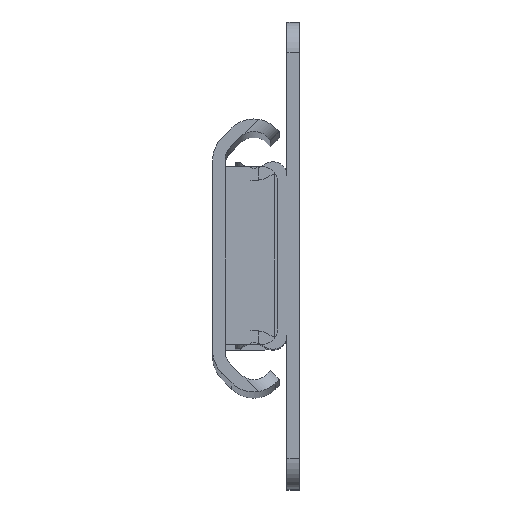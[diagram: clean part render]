
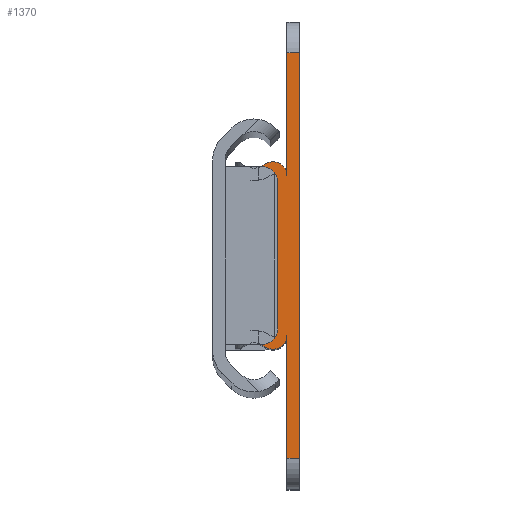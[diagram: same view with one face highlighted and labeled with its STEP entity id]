
A CAD part, top view. The second image highlights one B-rep face of the part: STEP entity #1370.
In plain terms, the highlighted planar face has unit normal (0, 0, 1).
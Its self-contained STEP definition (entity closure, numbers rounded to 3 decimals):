
#22 = VERTEX_POINT ( 'NONE', #2244 ) ;
#52 = FACE_OUTER_BOUND ( 'NONE', #389, .T. ) ;
#82 = EDGE_CURVE ( 'NONE', #22, #3851, #3772, .T. ) ;
#98 = CARTESIAN_POINT ( 'NONE',  ( -1.6, 10.32, 0. ) ) ;
#111 = DIRECTION ( 'NONE',  ( 1., 0., 0. ) ) ;
#152 = DIRECTION ( 'NONE',  ( 0., -1., 0. ) ) ;
#164 = ORIENTED_EDGE ( 'NONE', *, *, #2229, .T. ) ;
#208 = CARTESIAN_POINT ( 'NONE',  ( -1.92, 10.48, 0. ) ) ;
#259 = CIRCLE ( 'NONE', #2024, 0.2 ) ;
#313 = ORIENTED_EDGE ( 'NONE', *, *, #2679, .T. ) ;
#314 = CIRCLE ( 'NONE', #3022, 2.38 ) ;
#349 = CARTESIAN_POINT ( 'NONE',  ( -2.877, -11.763, 0. ) ) ;
#367 = ORIENTED_EDGE ( 'NONE', *, *, #82, .T. ) ;
#371 = CARTESIAN_POINT ( 'NONE',  ( -1.6, -10.32, 0. ) ) ;
#389 = EDGE_LOOP ( 'NONE', ( #164, #919, #3578, #3281, #1089, #3191, #3907, #545, #367, #2306, #1925, #313, #707, #2288, #1278, #2277 ) ) ;
#436 = CIRCLE ( 'NONE', #684, 1.8 ) ;
#483 = CARTESIAN_POINT ( 'NONE',  ( -1.8, 10.32, 0. ) ) ;
#538 = EDGE_CURVE ( 'NONE', #1893, #1921, #3458, .T. ) ;
#545 = ORIENTED_EDGE ( 'NONE', *, *, #2029, .T. ) ;
#565 = VECTOR ( 'NONE', #698, 1000. ) ;
#591 = CARTESIAN_POINT ( 'NONE',  ( -4.3, -13.67, 0. ) ) ;
#607 = CARTESIAN_POINT ( 'NONE',  ( 0., -26.2, 0. ) ) ;
#646 = LINE ( 'NONE', #3405, #565 ) ;
#667 = VERTEX_POINT ( 'NONE', #2240 ) ;
#674 = LINE ( 'NONE', #1619, #1704 ) ;
#675 = EDGE_CURVE ( 'NONE', #741, #762, #2255, .T. ) ;
#684 = AXIS2_PLACEMENT_3D ( 'NONE', #966, #1539, #3025 ) ;
#698 = DIRECTION ( 'NONE',  ( 0., -1., 0. ) ) ;
#707 = ORIENTED_EDGE ( 'NONE', *, *, #1222, .T. ) ;
#741 = VERTEX_POINT ( 'NONE', #3825 ) ;
#762 = VERTEX_POINT ( 'NONE', #2614 ) ;
#919 = ORIENTED_EDGE ( 'NONE', *, *, #968, .T. ) ;
#931 = AXIS2_PLACEMENT_3D ( 'NONE', #2438, #2978, #3648 ) ;
#950 = CIRCLE ( 'NONE', #1581, 0.2 ) ;
#958 = VERTEX_POINT ( 'NONE', #2083 ) ;
#966 = CARTESIAN_POINT ( 'NONE',  ( -1.8, 10.32, 0. ) ) ;
#968 = EDGE_CURVE ( 'NONE', #1207, #1912, #3032, .T. ) ;
#1024 = DIRECTION ( 'NONE',  ( 1., 0., 0. ) ) ;
#1035 = LINE ( 'NONE', #1406, #1383 ) ;
#1062 = EDGE_CURVE ( 'NONE', #1261, #741, #436, .T. ) ;
#1089 = ORIENTED_EDGE ( 'NONE', *, *, #3404, .T. ) ;
#1128 = VECTOR ( 'NONE', #2972, 1000. ) ;
#1167 = VERTEX_POINT ( 'NONE', #1780 ) ;
#1207 = VERTEX_POINT ( 'NONE', #607 ) ;
#1211 = CARTESIAN_POINT ( 'NONE',  ( 0., 0., 0. ) ) ;
#1215 = CARTESIAN_POINT ( 'NONE',  ( 0., 26.2, 0. ) ) ;
#1222 = EDGE_CURVE ( 'NONE', #667, #1167, #2640, .T. ) ;
#1261 = VERTEX_POINT ( 'NONE', #2699 ) ;
#1278 = ORIENTED_EDGE ( 'NONE', *, *, #1611, .T. ) ;
#1355 = VERTEX_POINT ( 'NONE', #371 ) ;
#1365 = CARTESIAN_POINT ( 'NONE',  ( 0., 0., 0. ) ) ;
#1370 = ADVANCED_FACE ( 'NONE', ( #52 ), #3413, .T. ) ;
#1373 = CARTESIAN_POINT ( 'NONE',  ( -4.3, 13.67, 0. ) ) ;
#1383 = VECTOR ( 'NONE', #152, 1000. ) ;
#1384 = VECTOR ( 'NONE', #2414, 1000. ) ;
#1406 = CARTESIAN_POINT ( 'NONE',  ( -3.7, 10.32, 0. ) ) ;
#1423 = CARTESIAN_POINT ( 'NONE',  ( 0., 26.2, 0. ) ) ;
#1472 = CARTESIAN_POINT ( 'NONE',  ( 1.6, -26.2, 0. ) ) ;
#1494 = DIRECTION ( 'NONE',  ( 1., 0., 0. ) ) ;
#1539 = DIRECTION ( 'NONE',  ( 0., 0., 1. ) ) ;
#1581 = AXIS2_PLACEMENT_3D ( 'NONE', #483, #1939, #2238 ) ;
#1611 = EDGE_CURVE ( 'NONE', #958, #1893, #314, .T. ) ;
#1619 = CARTESIAN_POINT ( 'NONE',  ( 1.6, -30.2, 0. ) ) ;
#1645 = VECTOR ( 'NONE', #2058, 1000. ) ;
#1650 = DIRECTION ( 'NONE',  ( 0., 0., -1. ) ) ;
#1704 = VECTOR ( 'NONE', #1936, 1000. ) ;
#1706 = DIRECTION ( 'NONE',  ( 1., 0., 0. ) ) ;
#1748 = DIRECTION ( 'NONE',  ( 0., 0., 1. ) ) ;
#1780 = CARTESIAN_POINT ( 'NONE',  ( -3.7, -9.735, 0. ) ) ;
#1877 = EDGE_CURVE ( 'NONE', #2543, #1355, #646, .T. ) ;
#1893 = VERTEX_POINT ( 'NONE', #349 ) ;
#1912 = VERTEX_POINT ( 'NONE', #1980 ) ;
#1921 = VERTEX_POINT ( 'NONE', #3464 ) ;
#1925 = ORIENTED_EDGE ( 'NONE', *, *, #1877, .T. ) ;
#1936 = DIRECTION ( 'NONE',  ( 0., -1., 0. ) ) ;
#1939 = DIRECTION ( 'NONE',  ( 0., 0., -1. ) ) ;
#1945 = AXIS2_PLACEMENT_3D ( 'NONE', #591, #1748, #1494 ) ;
#1980 = CARTESIAN_POINT ( 'NONE',  ( 1.6, -26.2, 0. ) ) ;
#2024 = AXIS2_PLACEMENT_3D ( 'NONE', #2337, #2929, #1706 ) ;
#2029 = EDGE_CURVE ( 'NONE', #762, #22, #1035, .T. ) ;
#2058 = DIRECTION ( 'NONE',  ( 0., -1., 0. ) ) ;
#2083 = CARTESIAN_POINT ( 'NONE',  ( -3.7, -11.367, 0. ) ) ;
#2198 = EDGE_CURVE ( 'NONE', #2406, #2824, #3228, .T. ) ;
#2229 = EDGE_CURVE ( 'NONE', #1921, #1207, #3324, .T. ) ;
#2238 = DIRECTION ( 'NONE',  ( 1., 0., 0. ) ) ;
#2240 = CARTESIAN_POINT ( 'NONE',  ( -1.92, -10.48, 0. ) ) ;
#2244 = CARTESIAN_POINT ( 'NONE',  ( -3.7, 9.735, 0. ) ) ;
#2255 = CIRCLE ( 'NONE', #3709, 2.38 ) ;
#2277 = ORIENTED_EDGE ( 'NONE', *, *, #538, .T. ) ;
#2284 = DIRECTION ( 'NONE',  ( 0., 0., 1. ) ) ;
#2288 = ORIENTED_EDGE ( 'NONE', *, *, #3534, .T. ) ;
#2306 = ORIENTED_EDGE ( 'NONE', *, *, #3429, .T. ) ;
#2337 = CARTESIAN_POINT ( 'NONE',  ( -1.8, -10.32, 0. ) ) ;
#2406 = VERTEX_POINT ( 'NONE', #3890 ) ;
#2414 = DIRECTION ( 'NONE',  ( 0., -1., 0. ) ) ;
#2438 = CARTESIAN_POINT ( 'NONE',  ( -1.8, -10.32, 0. ) ) ;
#2460 = VECTOR ( 'NONE', #3185, 1000. ) ;
#2516 = DIRECTION ( 'NONE',  ( 0., 0., 1. ) ) ;
#2543 = VERTEX_POINT ( 'NONE', #98 ) ;
#2577 = DIRECTION ( 'NONE',  ( 1., 0., 0. ) ) ;
#2614 = CARTESIAN_POINT ( 'NONE',  ( -3.7, 11.367, 0. ) ) ;
#2627 = DIRECTION ( 'NONE',  ( -1., 0., 0. ) ) ;
#2640 = CIRCLE ( 'NONE', #1945, 3.98 ) ;
#2656 = DIRECTION ( 'NONE',  ( 0., 0., -1. ) ) ;
#2679 = EDGE_CURVE ( 'NONE', #1355, #667, #259, .T. ) ;
#2694 = DIRECTION ( 'NONE',  ( 1., 0., 0. ) ) ;
#2699 = CARTESIAN_POINT ( 'NONE',  ( 0., 10.32, 0. ) ) ;
#2824 = VERTEX_POINT ( 'NONE', #1215 ) ;
#2883 = AXIS2_PLACEMENT_3D ( 'NONE', #1373, #2284, #2577 ) ;
#2885 = LINE ( 'NONE', #1365, #2460 ) ;
#2929 = DIRECTION ( 'NONE',  ( 0., 0., -1. ) ) ;
#2963 = VECTOR ( 'NONE', #2627, 1000. ) ;
#2972 = DIRECTION ( 'NONE',  ( 1., 0., 0. ) ) ;
#2978 = DIRECTION ( 'NONE',  ( 0., 0., 1. ) ) ;
#2999 = EDGE_CURVE ( 'NONE', #2406, #1912, #674, .T. ) ;
#3022 = AXIS2_PLACEMENT_3D ( 'NONE', #3291, #2656, #2694 ) ;
#3025 = DIRECTION ( 'NONE',  ( 1., 0., 0. ) ) ;
#3032 = LINE ( 'NONE', #1472, #1128 ) ;
#3185 = DIRECTION ( 'NONE',  ( 0., -1., 0. ) ) ;
#3191 = ORIENTED_EDGE ( 'NONE', *, *, #1062, .T. ) ;
#3228 = LINE ( 'NONE', #1423, #2963 ) ;
#3281 = ORIENTED_EDGE ( 'NONE', *, *, #2198, .T. ) ;
#3291 = CARTESIAN_POINT ( 'NONE',  ( -4.3, -13.67, 0. ) ) ;
#3324 = LINE ( 'NONE', #1211, #1384 ) ;
#3358 = CARTESIAN_POINT ( 'NONE',  ( -1.8, 10.32, 0. ) ) ;
#3404 = EDGE_CURVE ( 'NONE', #2824, #1261, #2885, .T. ) ;
#3405 = CARTESIAN_POINT ( 'NONE',  ( -1.6, 0., 0. ) ) ;
#3413 = PLANE ( 'NONE',  #3463 ) ;
#3429 = EDGE_CURVE ( 'NONE', #3851, #2543, #950, .T. ) ;
#3431 = CARTESIAN_POINT ( 'NONE',  ( -4.3, 13.67, 0. ) ) ;
#3458 = CIRCLE ( 'NONE', #931, 1.8 ) ;
#3463 = AXIS2_PLACEMENT_3D ( 'NONE', #3358, #2516, #1024 ) ;
#3464 = CARTESIAN_POINT ( 'NONE',  ( 0., -10.32, 0. ) ) ;
#3534 = EDGE_CURVE ( 'NONE', #1167, #958, #3878, .T. ) ;
#3578 = ORIENTED_EDGE ( 'NONE', *, *, #2999, .F. ) ;
#3648 = DIRECTION ( 'NONE',  ( 1., 0., 0. ) ) ;
#3709 = AXIS2_PLACEMENT_3D ( 'NONE', #3431, #1650, #111 ) ;
#3772 = CIRCLE ( 'NONE', #2883, 3.98 ) ;
#3825 = CARTESIAN_POINT ( 'NONE',  ( -2.877, 11.763, 0. ) ) ;
#3839 = CARTESIAN_POINT ( 'NONE',  ( -3.7, 10.32, 0. ) ) ;
#3851 = VERTEX_POINT ( 'NONE', #208 ) ;
#3878 = LINE ( 'NONE', #3839, #1645 ) ;
#3890 = CARTESIAN_POINT ( 'NONE',  ( 1.6, 26.2, 0. ) ) ;
#3907 = ORIENTED_EDGE ( 'NONE', *, *, #675, .T. ) ;
